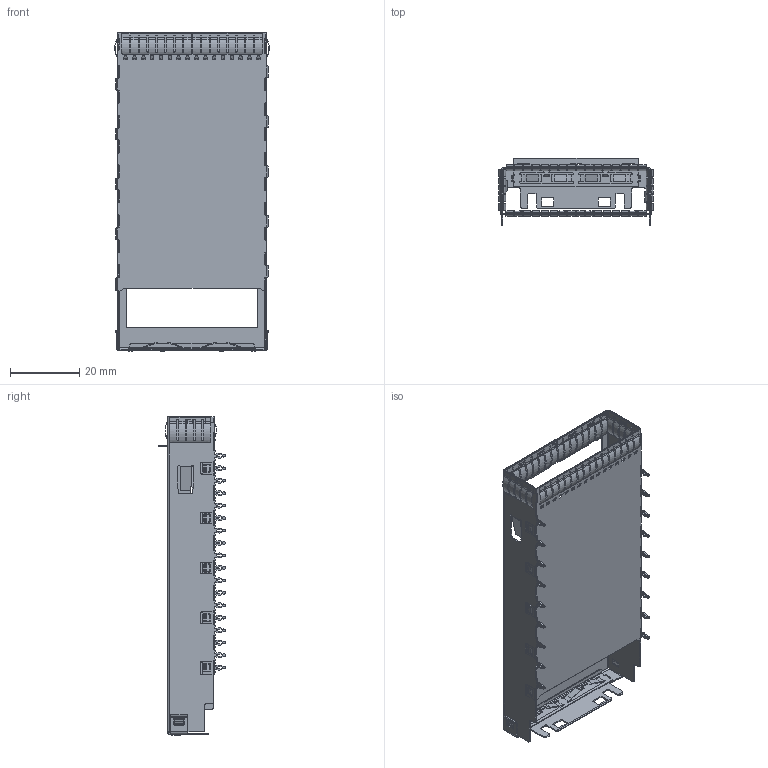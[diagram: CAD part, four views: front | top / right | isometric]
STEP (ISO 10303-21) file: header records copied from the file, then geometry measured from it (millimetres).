
FILE_DESCRIPTION (( 'STEP AP214' ), '1' );
FILE_NAME ('05-00184--A114189-001.STEP', '2020-04-22T18:32:20', ( '' ), ( '' ), 'SwSTEP 2.0', 'SolidWorks 2018', '' );
FILE_SCHEMA (( 'AUTOMOTIVE_DESIGN' ));
Length unit declared in the file: millimetre
Products named in the file (17): 05-00184--A114189-001; CFP2 Eject Spring-2____^05-00184--A114189-001(2)_05-00184--A114189-001; Front EMI Spring_bottom(t0.06)__g____^05-00184--A114189-001(2)_05-00184--A114189-001; CFP2_Cover_cage-single____^05-00184--A114189-001(2)_05-00184--A114189-001; Front EMI Spring_Side-CFP2(T0.06)____^05-00184--A114189-001(2)_05-00184--A114189-001; CFP2_Body cage-singleA____^05-00184--A114189-001(2)_05-00184--A114189-001; Front EMI Spring_Up(T0.06)____^05-00184--A114189-001(2)_05-00184--A114189-001; 05-00184--A114189-001(2)^05-00184--A114189-001
Assembly tree (10 placements, depth 3):
  05-00184--A114189-001
    05-00184--A114189-001(2)^05-00184--A114189-001
      CFP2_Cover_cage-single____^05-00184--A114189-001(2)_05-00184--A114189-001
      CFP2_Body cage-singleA____^05-00184--A114189-001(2)_05-00184--A114189-001
      CFP2 Eject Spring-2____^05-00184--A114189-001(2)_05-00184--A114189-001
      Front EMI Spring_Up(T0.06)____^05-00184--A114189-001(2)_05-00184--A114189-001  x2
      Front EMI Spring_bottom(t0.06)__g____^05-00184--A114189-001(2)_05-00184--A114189-001  x2
      Front EMI Spring_Side-CFP2(T0.06)____^05-00184--A114189-001(2)_05-00184--A114189-001  x2
  CFP2 Eject Spring-2____^05-00184--A114189-001(2)_05-00184--A114189-001
  CFP2_Body cage-singleA____^05-00184--A114189-001(2)_05-00184--A114189-001
  Front EMI Spring_bottom(t0.06)__g____^05-00184--A114189-001(2)_05-00184--A114189-001
  Front EMI Spring_Up(T0.06)____^05-00184--A114189-001(2)_05-00184--A114189-001
Bounding box: 44.6 x 19.35 x 92.13 mm (x, y, z)
Volume: 2460.7 mm3; surface area: 17952.7 mm2
Topology: 9 solids, 9 shells, 3460 faces, 9215 edges, 5670 vertices
Faces by surface type: plane 1989, cylinder 1281, bspline 190
Entity records: 89223 total; most frequent: CARTESIAN_POINT 20946, ORIENTED_EDGE 14348, DIRECTION 14284, EDGE_CURVE 7174, AXIS2_PLACEMENT_3D 4864, VECTOR 4556, LINE 4556, VERTEX_POINT 4482
